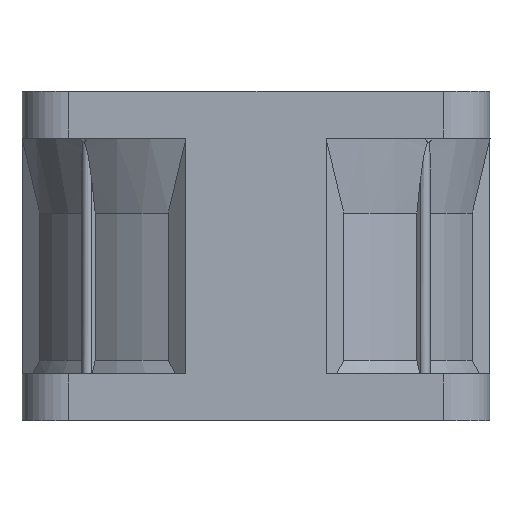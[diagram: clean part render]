
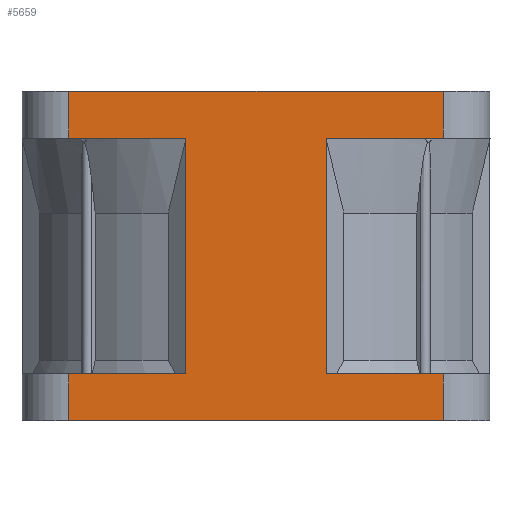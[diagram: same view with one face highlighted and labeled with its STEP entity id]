
A CAD part, left-side view. The second image highlights one B-rep face of the part: STEP entity #5659.
In plain terms, the highlighted planar face has unit normal (-1, 0, 0).
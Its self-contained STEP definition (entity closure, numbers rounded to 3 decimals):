
#181=DIRECTION('',(0.,0.,-1.));
#182=VECTOR('',#181,4.);
#183=CARTESIAN_POINT('',(-20.05,16.05,0.));
#184=LINE('',#183,#182);
#189=CARTESIAN_POINT('',(-20.05,-6.006,-4.));
#190=CARTESIAN_POINT('',(-20.05,-6.005,-4.004));
#191=CARTESIAN_POINT('',(-20.05,-6.001,-4.009));
#192=CARTESIAN_POINT('',(-20.05,-6.001,-4.013));
#194=DIRECTION('',(0.,0.,-1.));
#195=VECTOR('',#194,20.187);
#196=CARTESIAN_POINT('',(-20.05,-6.001,-4.013));
#197=LINE('',#196,#195);
#198=DIRECTION('',(0.,-1.,0.));
#199=VECTOR('',#198,10.05);
#200=CARTESIAN_POINT('',(-20.05,-6.,-24.2));
#201=LINE('',#200,#199);
#202=DIRECTION('',(0.,-1.,0.));
#203=VECTOR('',#202,10.05);
#204=CARTESIAN_POINT('',(-20.05,16.05,-24.2));
#205=LINE('',#204,#203);
#206=CARTESIAN_POINT('',(-20.05,6.001,-4.013));
#207=CARTESIAN_POINT('',(-20.05,6.001,-4.009));
#208=CARTESIAN_POINT('',(-20.05,6.005,-4.004));
#209=CARTESIAN_POINT('',(-20.05,6.006,-4.));
#313=DIRECTION('',(0.,1.,0.));
#314=VECTOR('',#313,32.1);
#315=CARTESIAN_POINT('',(-20.05,-16.05,0.));
#316=LINE('',#315,#314);
#2898=DIRECTION('',(0.,-1.,0.));
#2899=VECTOR('',#2898,32.1);
#2900=CARTESIAN_POINT('',(-20.05,16.05,-28.2));
#2901=LINE('',#2900,#2899);
#3204=DIRECTION('',(0.,0.,1.));
#3205=VECTOR('',#3204,4.);
#3206=CARTESIAN_POINT('',(-20.05,-16.05,-28.2));
#3207=LINE('',#3206,#3205);
#3286=CARTESIAN_POINT('',(-20.05,-6.001,-4.013));
#3422=DIRECTION('',(0.,-1.,0.));
#3423=VECTOR('',#3422,10.044);
#3424=CARTESIAN_POINT('',(-20.05,-6.006,-4.));
#3425=LINE('',#3424,#3423);
#3430=DIRECTION('',(0.,0.,1.));
#3431=VECTOR('',#3430,4.);
#3432=CARTESIAN_POINT('',(-20.05,-16.05,-4.));
#3433=LINE('',#3432,#3431);
#4296=DIRECTION('',(0.,0.,-1.));
#4297=VECTOR('',#4296,4.);
#4298=CARTESIAN_POINT('',(-20.05,16.05,-24.2));
#4299=LINE('',#4298,#4297);
#4489=DIRECTION('',(0.,-1.,0.));
#4490=VECTOR('',#4489,10.044);
#4491=CARTESIAN_POINT('',(-20.05,16.05,-4.));
#4492=LINE('',#4491,#4490);
#4526=DIRECTION('',(0.,0.,-1.));
#4527=VECTOR('',#4526,20.187);
#4528=CARTESIAN_POINT('',(-20.05,6.001,-4.013));
#4529=LINE('',#4528,#4527);
#4780=VERTEX_POINT('',#3286);
#4781=VERTEX_POINT('',#189);
#4812=CARTESIAN_POINT('',(-20.05,6.007,
-4.));
#4813=VERTEX_POINT('',#4812);
#4814=VERTEX_POINT('',#206);
#4854=CARTESIAN_POINT('',(-20.05,16.05,-24.2));
#4856=VERTEX_POINT('',#4854);
#4872=CARTESIAN_POINT('',(-20.05,6.,-24.2));
#4873=VERTEX_POINT('',#4872);
#4895=CARTESIAN_POINT('',(-20.05,-16.05,-24.2));
#4897=VERTEX_POINT('',#4895);
#4898=CARTESIAN_POINT('',(-20.05,-6.,-24.2));
#4899=VERTEX_POINT('',#4898);
#4960=CARTESIAN_POINT('',(-20.05,16.05,-28.2));
#4961=VERTEX_POINT('',#4960);
#4964=CARTESIAN_POINT('',(-20.05,16.05,0.));
#4965=CARTESIAN_POINT('',(-20.05,16.05,-4.));
#4966=VERTEX_POINT('',#4964);
#4967=VERTEX_POINT('',#4965);
#4968=CARTESIAN_POINT('',(-20.05,-16.05,0.));
#4969=VERTEX_POINT('',#4968);
#4970=CARTESIAN_POINT('',(-20.05,-16.05,-4.));
#4971=VERTEX_POINT('',#4970);
#4972=CARTESIAN_POINT('',(-20.05,-16.05,-28.2));
#4973=VERTEX_POINT('',#4972);
#5625=CARTESIAN_POINT('',(-20.05,-20.05,0.));
#5626=DIRECTION('',(1.,0.,0.));
#5627=DIRECTION('',(0.,1.,0.));
#5628=AXIS2_PLACEMENT_3D('',#5625,#5626,#5627);
#5629=PLANE('',#5628);
#5630=ORIENTED_EDGE('',*,*,#5615,.F.);
#5632=ORIENTED_EDGE('',*,*,#5631,.F.);
#5634=ORIENTED_EDGE('',*,*,#5633,.F.);
#5636=ORIENTED_EDGE('',*,*,#5635,.F.);
#5638=ORIENTED_EDGE('',*,*,#5637,.T.);
#5640=ORIENTED_EDGE('',*,*,#5639,.T.);
#5642=ORIENTED_EDGE('',*,*,#5641,.T.);
#5644=ORIENTED_EDGE('',*,*,#5643,.F.);
#5646=ORIENTED_EDGE('',*,*,#5645,.F.);
#5648=ORIENTED_EDGE('',*,*,#5647,.F.);
#5650=ORIENTED_EDGE('',*,*,#5649,.T.);
#5652=ORIENTED_EDGE('',*,*,#5651,.F.);
#5654=ORIENTED_EDGE('',*,*,#5653,.T.);
#5656=ORIENTED_EDGE('',*,*,#5655,.F.);
#5657=EDGE_LOOP('',(#5630,#5632,#5634,#5636,#5638,#5640,#5642,#5644,#5646,#5648,
#5650,#5652,#5654,#5656));
#5658=FACE_OUTER_BOUND('',#5657,.F.);
#5659=ADVANCED_FACE('',(#5658),#5629,.F.);
#193=B_SPLINE_CURVE_WITH_KNOTS('',3,(#189,#190,#191,#192),.UNSPECIFIED.,.F.,.F.,
(4,4),(0.,1.),.UNSPECIFIED.);
#210=B_SPLINE_CURVE_WITH_KNOTS('',3,(#206,#207,#208,#209),.UNSPECIFIED.,.F.,.F.,
(4,4),(0.,1.),.UNSPECIFIED.);
#5615=EDGE_CURVE('',#4966,#4967,#184,.T.);
#5631=EDGE_CURVE('',#4969,#4966,#316,.T.);
#5633=EDGE_CURVE('',#4971,#4969,#3433,.T.);
#5635=EDGE_CURVE('',#4781,#4971,#3425,.T.);
#5637=EDGE_CURVE('',#4781,#4780,#193,.T.);
#5639=EDGE_CURVE('',#4780,#4899,#197,.T.);
#5641=EDGE_CURVE('',#4899,#4897,#201,.T.);
#5643=EDGE_CURVE('',#4973,#4897,#3207,.T.);
#5645=EDGE_CURVE('',#4961,#4973,#2901,.T.);
#5647=EDGE_CURVE('',#4856,#4961,#4299,.T.);
#5649=EDGE_CURVE('',#4856,#4873,#205,.T.);
#5651=EDGE_CURVE('',#4814,#4873,#4529,.T.);
#5653=EDGE_CURVE('',#4814,#4813,#210,.T.);
#5655=EDGE_CURVE('',#4967,#4813,#4492,.T.);
